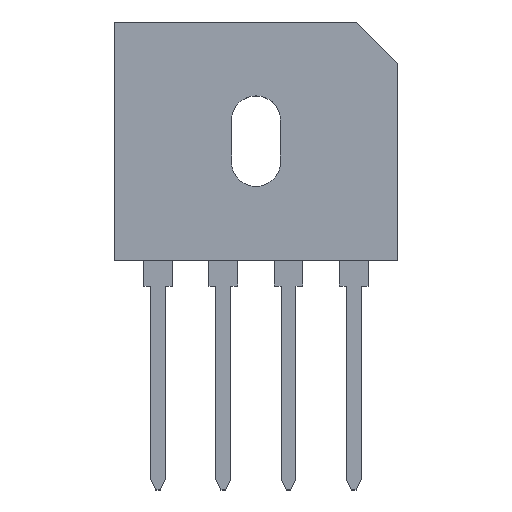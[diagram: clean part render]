
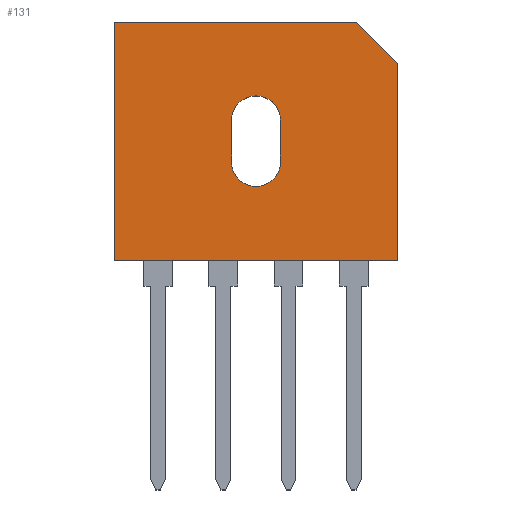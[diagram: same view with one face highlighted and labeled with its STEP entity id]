
A CAD part, top view. The second image highlights one B-rep face of the part: STEP entity #131.
In plain terms, the highlighted planar face has unit normal (0, 0, 1).
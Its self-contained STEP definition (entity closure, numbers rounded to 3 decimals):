
#12=FACE_BOUND('',#251,.T.);
#15=(
BOUNDED_CURVE()
B_SPLINE_CURVE(2,(#1609,#1610,#1611,#1612,#1613),.UNSPECIFIED.,.F.,.F.)
B_SPLINE_CURVE_WITH_KNOTS((3,2,3),(-3.142,-1.571,0.),
 .UNSPECIFIED.)
CURVE()
GEOMETRIC_REPRESENTATION_ITEM()
RATIONAL_B_SPLINE_CURVE((1.,0.707,1.,0.707,1.))
REPRESENTATION_ITEM('')
);
#16=(
BOUNDED_CURVE()
B_SPLINE_CURVE(2,(#1618,#1619,#1620,#1621,#1622),.UNSPECIFIED.,.F.,.F.)
B_SPLINE_CURVE_WITH_KNOTS((3,2,3),(0.,1.571,3.142),
 .UNSPECIFIED.)
CURVE()
GEOMETRIC_REPRESENTATION_ITEM()
RATIONAL_B_SPLINE_CURVE((1.,0.707,1.,0.707,1.))
REPRESENTATION_ITEM('')
);
#131=ADVANCED_FACE('',(#190,#12),#991,.T.);
#190=FACE_OUTER_BOUND('',#250,.T.);
#250=EDGE_LOOP('',(#525,#526,#527,#528,#529));
#251=EDGE_LOOP('',(#530,#531,#532,#533));
#525=ORIENTED_EDGE('',*,*,#672,.T.);
#526=ORIENTED_EDGE('',*,*,#676,.T.);
#527=ORIENTED_EDGE('',*,*,#679,.T.);
#528=ORIENTED_EDGE('',*,*,#682,.T.);
#529=ORIENTED_EDGE('',*,*,#684,.T.);
#530=ORIENTED_EDGE('',*,*,#692,.T.);
#531=ORIENTED_EDGE('',*,*,#691,.T.);
#532=ORIENTED_EDGE('',*,*,#689,.T.);
#533=ORIENTED_EDGE('',*,*,#690,.T.);
#672=EDGE_CURVE('',#922,#921,#819,.T.);
#676=EDGE_CURVE('',#921,#924,#823,.T.);
#679=EDGE_CURVE('',#924,#926,#826,.T.);
#682=EDGE_CURVE('',#926,#928,#829,.T.);
#684=EDGE_CURVE('',#928,#922,#831,.T.);
#689=EDGE_CURVE('',#933,#934,#15,.T.);
#690=EDGE_CURVE('',#934,#935,#834,.T.);
#691=EDGE_CURVE('',#936,#933,#835,.T.);
#692=EDGE_CURVE('',#935,#936,#16,.T.);
#819=B_SPLINE_CURVE_WITH_KNOTS('',1,(#1569,#1570),.UNSPECIFIED.,.F.,.F.,
(2,2),(-79.325,-60.475),.UNSPECIFIED.);
#823=B_SPLINE_CURVE_WITH_KNOTS('',1,(#1577,#1578),.UNSPECIFIED.,.F.,.F.,
(2,2),(-60.475,-41.925),.UNSPECIFIED.);
#826=B_SPLINE_CURVE_WITH_KNOTS('',1,(#1583,#1584),.UNSPECIFIED.,.F.,.F.,
(2,2),(-41.925,-19.875),.UNSPECIFIED.);
#829=B_SPLINE_CURVE_WITH_KNOTS('',1,(#1589,#1590),.UNSPECIFIED.,.F.,.F.,
(2,2),(-19.875,-4.525),.UNSPECIFIED.);
#831=B_SPLINE_CURVE_WITH_KNOTS('',1,(#1593,#1594),.UNSPECIFIED.,.F.,.F.,
(2,2),(-4.525,0.),.UNSPECIFIED.);
#834=B_SPLINE_CURVE_WITH_KNOTS('',1,(#1614,#1615),.UNSPECIFIED.,.F.,.F.,
(2,2),(7.65,10.9),.UNSPECIFIED.);
#835=B_SPLINE_CURVE_WITH_KNOTS('',1,(#1616,#1617),.UNSPECIFIED.,.F.,.F.,
(2,2),(-10.9,-7.65),.UNSPECIFIED.);
#921=VERTEX_POINT('',#1549);
#922=VERTEX_POINT('',#1550);
#924=VERTEX_POINT('',#1552);
#926=VERTEX_POINT('',#1554);
#928=VERTEX_POINT('',#1556);
#933=VERTEX_POINT('',#1561);
#934=VERTEX_POINT('',#1562);
#935=VERTEX_POINT('',#1563);
#936=VERTEX_POINT('',#1564);
#991=PLANE('',#1068);
#1068=AXIS2_PLACEMENT_3D('',#1508,#1128,$);
#1128=DIRECTION('',(0.,0.,1.));
#1508=CARTESIAN_POINT('',(-3379.023,4801.029,3.45));
#1549=CARTESIAN_POINT('',(-3403.829,4798.71,3.45));
#1550=CARTESIAN_POINT('',(-3384.979,4798.71,3.45));
#1552=CARTESIAN_POINT('',(-3403.829,4780.16,3.45));
#1554=CARTESIAN_POINT('',(-3381.779,4780.16,3.45));
#1556=CARTESIAN_POINT('',(-3381.779,4795.51,3.45));
#1561=CARTESIAN_POINT('',(-3394.704,4791.06,3.45));
#1562=CARTESIAN_POINT('',(-3390.904,4791.06,3.45));
#1563=CARTESIAN_POINT('',(-3390.904,4787.81,3.45));
#1564=CARTESIAN_POINT('',(-3394.704,4787.81,3.45));
#1569=CARTESIAN_POINT('',(-3384.979,4798.71,3.45));
#1570=CARTESIAN_POINT('',(-3403.829,4798.71,3.45));
#1577=CARTESIAN_POINT('',(-3403.829,4798.71,3.45));
#1578=CARTESIAN_POINT('',(-3403.829,4780.16,3.45));
#1583=CARTESIAN_POINT('',(-3403.829,4780.16,3.45));
#1584=CARTESIAN_POINT('',(-3381.779,4780.16,3.45));
#1589=CARTESIAN_POINT('',(-3381.779,4780.16,3.45));
#1590=CARTESIAN_POINT('',(-3381.779,4795.51,3.45));
#1593=CARTESIAN_POINT('',(-3381.779,4795.51,3.45));
#1594=CARTESIAN_POINT('',(-3384.979,4798.71,3.45));
#1609=CARTESIAN_POINT('',(-3394.704,4791.06,3.45));
#1610=CARTESIAN_POINT('',(-3394.704,4792.96,3.45));
#1611=CARTESIAN_POINT('',(-3392.804,4792.96,3.45));
#1612=CARTESIAN_POINT('',(-3390.904,4792.96,3.45));
#1613=CARTESIAN_POINT('',(-3390.904,4791.06,3.45));
#1614=CARTESIAN_POINT('',(-3390.904,4791.06,3.45));
#1615=CARTESIAN_POINT('',(-3390.904,4787.81,3.45));
#1616=CARTESIAN_POINT('',(-3394.704,4787.81,3.45));
#1617=CARTESIAN_POINT('',(-3394.704,4791.06,3.45));
#1618=CARTESIAN_POINT('',(-3390.904,4787.81,3.45));
#1619=CARTESIAN_POINT('',(-3390.904,4785.921,3.45));
#1620=CARTESIAN_POINT('',(-3392.804,4785.921,3.45));
#1621=CARTESIAN_POINT('',(-3394.704,4785.921,3.45));
#1622=CARTESIAN_POINT('',(-3394.704,4787.81,3.45));
